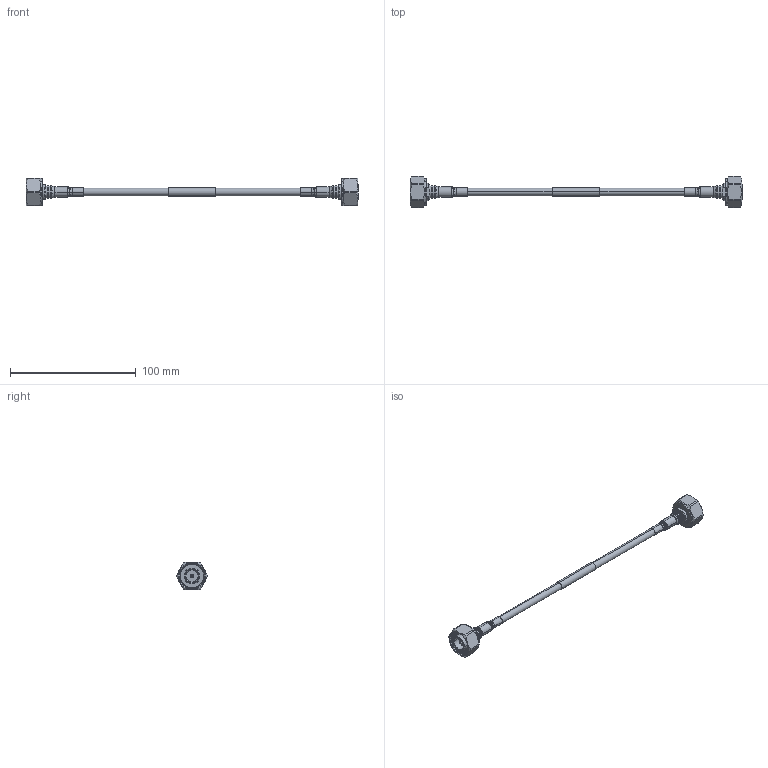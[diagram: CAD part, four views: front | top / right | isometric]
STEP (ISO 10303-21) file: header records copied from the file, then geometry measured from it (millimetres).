
FILE_DESCRIPTION (( 'STEP AP214' ), '1' );
FILE_NAME ('FMCA3291_3D.step', '2023-06-16T15:01:00', ( '' ), ( '' ), 'SwSTEP 2.0', 'SolidWorks 2022', '' );
FILE_SCHEMA (( 'AUTOMOTIVE_DESIGN' ));
Length unit declared in the file: inch
Products named in the file (4): HEAT SHRINK^FMCA3291_4.3-10 Male d240 - EZ-240-4310M-X; TCOM-240^FMCA3291_with label; FMCA3291_3D; EZ-240-4310M-X^FMCA3291
Assembly tree (5 placements, depth 2):
  FMCA3291_3D
    TCOM-240^FMCA3291_with label
    EZ-240-4310M-X^FMCA3291  x2
    HEAT SHRINK^FMCA3291_4.3-10 Male d240 - EZ-240-4310M-X  x2
Bounding box: 264.19 x 24.7 x 22 mm (x, y, z)
Volume: 15096.4 mm3; surface area: 15619.1 mm2
Topology: 7 solids, 7 shells, 4270 faces, 8900 edges, 4666 vertices
Faces by surface type: bspline 3126, cylinder 820, plane 174, cone 126, torus 24
Entity records: 89485 total; most frequent: CARTESIAN_POINT 61681, ORIENTED_EDGE 8918, EDGE_CURVE 4459, VERTEX_POINT 2339, EDGE_LOOP 2156, ADVANCED_FACE 2140, FACE_OUTER_BOUND 2140, B_SPLINE_CURVE_WITH_KNOTS 1773
